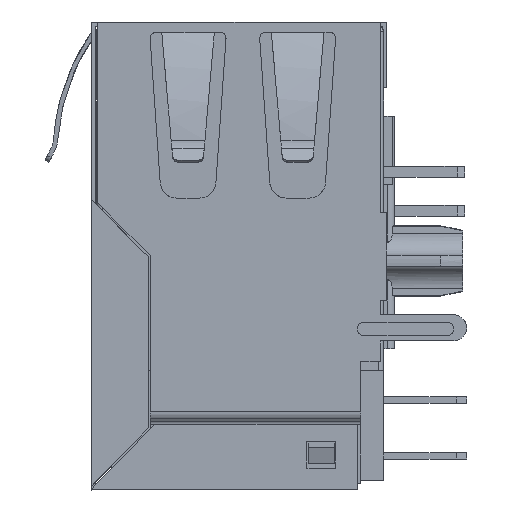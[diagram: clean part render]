
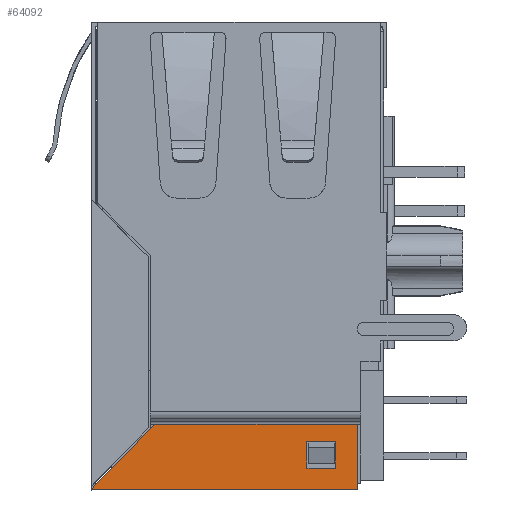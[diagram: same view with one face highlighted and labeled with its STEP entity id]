
A CAD part, left-side view. The second image highlights one B-rep face of the part: STEP entity #64092.
In plain terms, the highlighted planar face has unit normal (-1, 0, 0).
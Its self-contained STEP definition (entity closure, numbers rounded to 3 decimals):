
#64045=AXIS2_PLACEMENT_3D('Plane Axis2P3D',#64042,#64043,#64044) ;
#61807=CARTESIAN_POINT('Vertex',(-128.41,17.684,-10.8)) ;
#61812=CARTESIAN_POINT('Line Origine',(-128.41,23.759,-10.8)) ;
#61816=CARTESIAN_POINT('Vertex',(-128.41,29.834,-10.8)) ;
#62989=CARTESIAN_POINT('Line Origine',(-128.41,28.384,-9.3)) ;
#62993=CARTESIAN_POINT('Vertex',(-128.41,26.934,-7.8)) ;
#64018=CARTESIAN_POINT('Vertex',(-128.41,17.684,-7.8)) ;
#64021=CARTESIAN_POINT('Line Origine',(-128.41,17.684,-9.3)) ;
#64042=CARTESIAN_POINT('Axis2P3D Location',(-128.41,29.834,10.55)) ;
#64047=CARTESIAN_POINT('Line Origine',(-128.41,22.309,-7.8)) ;
#64058=CARTESIAN_POINT('Line Origine',(-128.41,19.334,-8.6)) ;
#64062=CARTESIAN_POINT('Vertex',(-128.41,19.984,-8.6)) ;
#64064=CARTESIAN_POINT('Vertex',(-128.41,18.684,-8.6)) ;
#64067=CARTESIAN_POINT('Line Origine',(-128.41,18.684,-9.2)) ;
#64071=CARTESIAN_POINT('Vertex',(-128.41,18.684,-9.8)) ;
#64074=CARTESIAN_POINT('Line Origine',(-128.41,19.334,-9.8)) ;
#64078=CARTESIAN_POINT('Vertex',(-128.41,19.984,-9.8)) ;
#64081=CARTESIAN_POINT('Line Origine',(-128.41,19.984,-9.2)) ;
#61813=DIRECTION('Vector Direction',(0.,-1.,0.)) ;
#62990=DIRECTION('Vector Direction',(0.,0.695,-0.719)) ;
#64022=DIRECTION('Vector Direction',(0.,0.,-1.)) ;
#64043=DIRECTION('Axis2P3D Direction',(1.,-0.,0.)) ;
#64044=DIRECTION('Axis2P3D XDirection',(0.,0.,-1.)) ;
#64048=DIRECTION('Vector Direction',(0.,1.,0.)) ;
#64059=DIRECTION('Vector Direction',(0.,-1.,0.)) ;
#64068=DIRECTION('Vector Direction',(0.,0.,-1.)) ;
#64075=DIRECTION('Vector Direction',(0.,1.,0.)) ;
#64082=DIRECTION('Vector Direction',(0.,0.,1.)) ;
#61814=VECTOR('Line Direction',#61813,1.) ;
#62991=VECTOR('Line Direction',#62990,1.) ;
#64023=VECTOR('Line Direction',#64022,1.) ;
#64049=VECTOR('Line Direction',#64048,1.) ;
#64060=VECTOR('Line Direction',#64059,1.) ;
#64069=VECTOR('Line Direction',#64068,1.) ;
#64076=VECTOR('Line Direction',#64075,1.) ;
#64083=VECTOR('Line Direction',#64082,1.) ;
#64053=ORIENTED_EDGE('',*,*,#64025,.F.) ;
#64054=ORIENTED_EDGE('',*,*,#64051,.T.) ;
#64055=ORIENTED_EDGE('',*,*,#62995,.T.) ;
#64056=ORIENTED_EDGE('',*,*,#61818,.T.) ;
#64087=ORIENTED_EDGE('',*,*,#64066,.T.) ;
#64088=ORIENTED_EDGE('',*,*,#64073,.T.) ;
#64089=ORIENTED_EDGE('',*,*,#64080,.T.) ;
#64090=ORIENTED_EDGE('',*,*,#64085,.T.) ;
#64091=FACE_BOUND('',#64086,.T.) ;
#64092=ADVANCED_FACE('NAUO4\\\X2\00B2\X0\\X2\00BE\X0\\X2\00B0\X0\\X2\00CA\X0\\X2\00AD\X0\\X2\00B1\X0\2',(#64057,#64091),#64046,.F.) ;
#61818=EDGE_CURVE('',#61817,#61808,#61815,.T.) ;
#62995=EDGE_CURVE('',#62994,#61817,#62992,.T.) ;
#64025=EDGE_CURVE('',#64019,#61808,#64024,.T.) ;
#64051=EDGE_CURVE('',#64019,#62994,#64050,.T.) ;
#64066=EDGE_CURVE('',#64063,#64065,#64061,.T.) ;
#64073=EDGE_CURVE('',#64065,#64072,#64070,.T.) ;
#64080=EDGE_CURVE('',#64072,#64079,#64077,.T.) ;
#64085=EDGE_CURVE('',#64079,#64063,#64084,.T.) ;
#64052=EDGE_LOOP('',(#64053,#64054,#64055,#64056)) ;
#64086=EDGE_LOOP('',(#64087,#64088,#64089,#64090)) ;
#64057=FACE_OUTER_BOUND('',#64052,.T.) ;
#61815=LINE('Line',#61812,#61814) ;
#62992=LINE('Line',#62989,#62991) ;
#64024=LINE('Line',#64021,#64023) ;
#64050=LINE('Line',#64047,#64049) ;
#64061=LINE('Line',#64058,#64060) ;
#64070=LINE('Line',#64067,#64069) ;
#64077=LINE('Line',#64074,#64076) ;
#64084=LINE('Line',#64081,#64083) ;
#64046=PLANE('',#64045) ;
#61808=VERTEX_POINT('',#61807) ;
#61817=VERTEX_POINT('',#61816) ;
#62994=VERTEX_POINT('',#62993) ;
#64019=VERTEX_POINT('',#64018) ;
#64063=VERTEX_POINT('',#64062) ;
#64065=VERTEX_POINT('',#64064) ;
#64072=VERTEX_POINT('',#64071) ;
#64079=VERTEX_POINT('',#64078) ;
